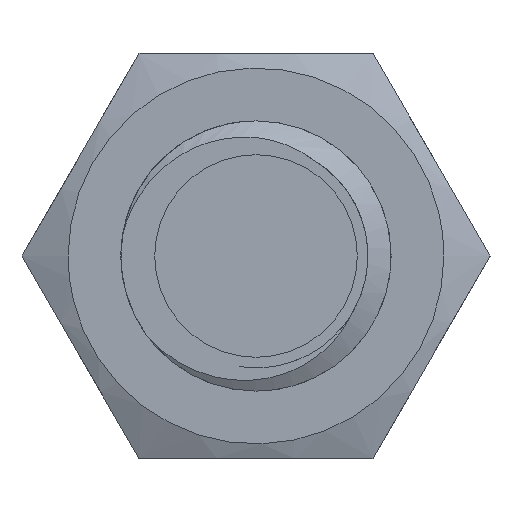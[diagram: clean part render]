
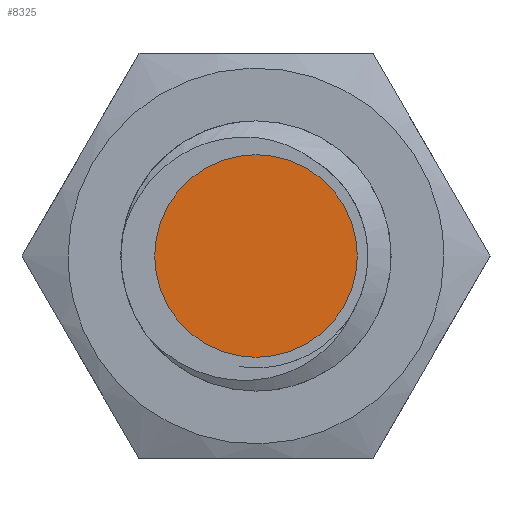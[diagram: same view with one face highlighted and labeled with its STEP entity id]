
A CAD part, left-side view. The second image highlights one B-rep face of the part: STEP entity #8325.
In plain terms, the highlighted planar face has unit normal (-1, 0, 0).
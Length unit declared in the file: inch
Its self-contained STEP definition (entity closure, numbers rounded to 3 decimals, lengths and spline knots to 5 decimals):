
#812 = CIRCLE ( 'NONE', #8113, 0.11811 ) ;
#1194 = CARTESIAN_POINT ( 'NONE',  ( 19.3826, 0., -7.77943 ) ) ;
#1463 = EDGE_LOOP ( 'NONE', ( #6969, #2535 ) ) ;
#1641 = DIRECTION ( 'NONE',  ( 1., 0., 0. ) ) ;
#2169 = AXIS2_PLACEMENT_3D ( 'NONE', #7361, #3234, #6538 ) ;
#2535 = ORIENTED_EDGE ( 'NONE', *, *, #4720, .F. ) ;
#3234 = DIRECTION ( 'NONE',  ( 1., 0., 0. ) ) ;
#3275 = VERTEX_POINT ( 'NONE', #1194 ) ;
#4004 = VERTEX_POINT ( 'NONE', #5185 ) ;
#4296 = AXIS2_PLACEMENT_3D ( 'NONE', #6633, #1641, #9180 ) ;
#4720 = EDGE_CURVE ( 'NONE', #4004, #3275, #6837, .T. ) ;
#5022 = FACE_OUTER_BOUND ( 'NONE', #1463, .T. ) ;
#5185 = CARTESIAN_POINT ( 'NONE',  ( 19.3826, 0., -7.54321 ) ) ;
#5480 = DIRECTION ( 'NONE',  ( 0., 0., -1. ) ) ;
#5681 = CARTESIAN_POINT ( 'NONE',  ( 19.3826, 0., -7.66132 ) ) ;
#5814 = PLANE ( 'NONE',  #4296 ) ;
#6538 = DIRECTION ( 'NONE',  ( 0., 0., -1. ) ) ;
#6633 = CARTESIAN_POINT ( 'NONE',  ( 19.3826, 0., -7.66132 ) ) ;
#6837 = CIRCLE ( 'NONE', #2169, 0.11811 ) ;
#6969 = ORIENTED_EDGE ( 'NONE', *, *, #8058, .F. ) ;
#7361 = CARTESIAN_POINT ( 'NONE',  ( 19.3826, 0., -7.66132 ) ) ;
#8058 = EDGE_CURVE ( 'NONE', #3275, #4004, #812, .T. ) ;
#8113 = AXIS2_PLACEMENT_3D ( 'NONE', #5681, #8136, #5480 ) ;
#8136 = DIRECTION ( 'NONE',  ( 1., 0., 0. ) ) ;
#8325 = ADVANCED_FACE ( 'NONE', ( #5022 ), #5814, .F. ) ;
#9180 = DIRECTION ( 'NONE',  ( 0., 0., -1. ) ) ;
